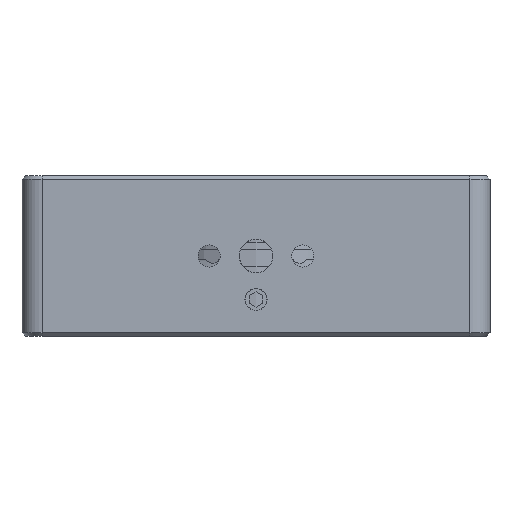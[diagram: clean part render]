
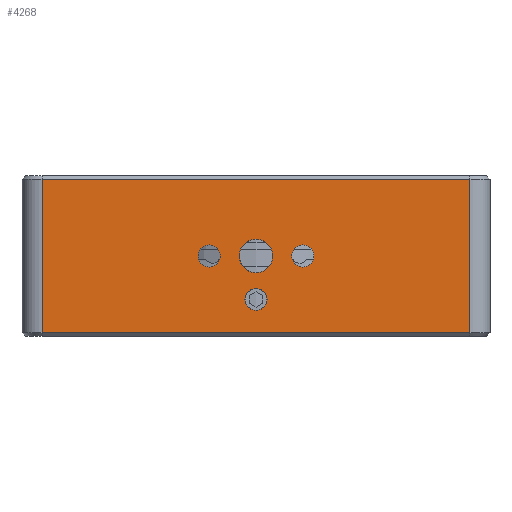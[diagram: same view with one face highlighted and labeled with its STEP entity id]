
A CAD part, front view. The second image highlights one B-rep face of the part: STEP entity #4268.
In plain terms, the highlighted planar face has unit normal (0, -1, 0).
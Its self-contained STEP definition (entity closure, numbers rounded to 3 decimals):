
#9 = AXIS2_PLACEMENT_3D ( 'NONE', #6174, #2386, #9247 ) ;
#18 = VERTEX_POINT ( 'NONE', #369 ) ;
#166 = EDGE_CURVE ( 'NONE', #5591, #1329, #638, .T. ) ;
#302 = CIRCLE ( 'NONE', #7409, 1.65 ) ;
#369 = CARTESIAN_POINT ( 'NONE',  ( -0.641, -34.842, -1.15 ) ) ;
#498 = CARTESIAN_POINT ( 'NONE',  ( 24.359, -34.842, 12.5 ) ) ;
#568 = CARTESIAN_POINT ( 'NONE',  ( -7.641, -34.842, -7.65 ) ) ;
#638 = LINE ( 'NONE', #1327, #6195 ) ;
#644 = ORIENTED_EDGE ( 'NONE', *, *, #934, .F. ) ;
#675 = DIRECTION ( 'NONE',  ( 0., 0., -1. ) ) ;
#806 = VERTEX_POINT ( 'NONE', #2310 ) ;
#934 = EDGE_CURVE ( 'NONE', #2729, #5092, #6765, .T. ) ;
#944 = LINE ( 'NONE', #498, #7949 ) ;
#1036 = CARTESIAN_POINT ( 'NONE',  ( -7.641, -34.842, -2. ) ) ;
#1043 = AXIS2_PLACEMENT_3D ( 'NONE', #8851, #4298, #6470 ) ;
#1095 = DIRECTION ( 'NONE',  ( 0., -1., 0. ) ) ;
#1161 = EDGE_CURVE ( 'NONE', #1329, #8341, #944, .T. ) ;
#1327 = CARTESIAN_POINT ( 'NONE',  ( -42.641, -34.842, -11. ) ) ;
#1329 = VERTEX_POINT ( 'NONE', #3046 ) ;
#1576 = CARTESIAN_POINT ( 'NONE',  ( -7.641, -34.842, -6. ) ) ;
#1591 = DIRECTION ( 'NONE',  ( 0., 0., -1. ) ) ;
#1606 = DIRECTION ( 'NONE',  ( 0., -1., 0. ) ) ;
#1836 = DIRECTION ( 'NONE',  ( 0., -1., 0. ) ) ;
#1943 = CARTESIAN_POINT ( 'NONE',  ( -7.641, -34.842, -6. ) ) ;
#1998 = AXIS2_PLACEMENT_3D ( 'NONE', #7986, #1836, #8728 ) ;
#2198 = CARTESIAN_POINT ( 'NONE',  ( -0.641, -34.842, 0.5 ) ) ;
#2310 = CARTESIAN_POINT ( 'NONE',  ( -7.641, -34.842, -4.35 ) ) ;
#2386 = DIRECTION ( 'NONE',  ( 0., -1., 0. ) ) ;
#2457 = AXIS2_PLACEMENT_3D ( 'NONE', #1943, #1095, #2607 ) ;
#2482 = CARTESIAN_POINT ( 'NONE',  ( -14.641, -34.842, -1.15 ) ) ;
#2607 = DIRECTION ( 'NONE',  ( 0., 0., -1. ) ) ;
#2608 = CARTESIAN_POINT ( 'NONE',  ( -39.641, -34.842, 12. ) ) ;
#2630 = AXIS2_PLACEMENT_3D ( 'NONE', #1576, #8339, #3853 ) ;
#2706 = PLANE ( 'NONE',  #1043 ) ;
#2729 = VERTEX_POINT ( 'NONE', #1036 ) ;
#2886 = DIRECTION ( 'NONE',  ( 1., 0., 0. ) ) ;
#2887 = DIRECTION ( 'NONE',  ( 0., -1., 0. ) ) ;
#2934 = CARTESIAN_POINT ( 'NONE',  ( -0.641, -34.842, 0.5 ) ) ;
#2971 = DIRECTION ( 'NONE',  ( 0., 0., -1. ) ) ;
#3046 = CARTESIAN_POINT ( 'NONE',  ( 24.359, -34.842, -11. ) ) ;
#3111 = EDGE_LOOP ( 'NONE', ( #8434, #7421, #4044, #6682 ) ) ;
#3112 = VECTOR ( 'NONE', #7908, 1000. ) ;
#3336 = EDGE_CURVE ( 'NONE', #8124, #5591, #9721, .T. ) ;
#3462 = EDGE_CURVE ( 'NONE', #18, #7883, #302, .T. ) ;
#3489 = DIRECTION ( 'NONE',  ( 0., 0., 1. ) ) ;
#3853 = DIRECTION ( 'NONE',  ( 0., 0., -1. ) ) ;
#3895 = EDGE_LOOP ( 'NONE', ( #5487, #8764 ) ) ;
#3896 = CARTESIAN_POINT ( 'NONE',  ( -14.641, -34.842, 0.5 ) ) ;
#4044 = ORIENTED_EDGE ( 'NONE', *, *, #1161, .T. ) ;
#4263 = FACE_BOUND ( 'NONE', #9197, .T. ) ;
#4268 = ADVANCED_FACE ( 'NONE', ( #6275, #7584, #4263, #9267, #6037 ), #2706, .F. ) ;
#4298 = DIRECTION ( 'NONE',  ( 0., 1., 0. ) ) ;
#4315 = VERTEX_POINT ( 'NONE', #568 ) ;
#4423 = EDGE_CURVE ( 'NONE', #5661, #6326, #6388, .T. ) ;
#4490 = AXIS2_PLACEMENT_3D ( 'NONE', #3896, #2887, #1591 ) ;
#4509 = CIRCLE ( 'NONE', #2630, 1.65 ) ;
#4537 = CIRCLE ( 'NONE', #9, 1.65 ) ;
#5092 = VERTEX_POINT ( 'NONE', #7765 ) ;
#5174 = EDGE_CURVE ( 'NONE', #5092, #2729, #9502, .T. ) ;
#5230 = DIRECTION ( 'NONE',  ( 0., 0., -1. ) ) ;
#5252 = DIRECTION ( 'NONE',  ( 0., -1., 0. ) ) ;
#5280 = CIRCLE ( 'NONE', #6038, 1.65 ) ;
#5398 = CARTESIAN_POINT ( 'NONE',  ( -39.641, -34.842, -11. ) ) ;
#5412 = CARTESIAN_POINT ( 'NONE',  ( 24.359, -34.842, 12. ) ) ;
#5487 = ORIENTED_EDGE ( 'NONE', *, *, #3462, .F. ) ;
#5522 = EDGE_LOOP ( 'NONE', ( #7125, #7238 ) ) ;
#5591 = VERTEX_POINT ( 'NONE', #5398 ) ;
#5648 = ORIENTED_EDGE ( 'NONE', *, *, #4423, .F. ) ;
#5661 = VERTEX_POINT ( 'NONE', #2482 ) ;
#5680 = CARTESIAN_POINT ( 'NONE',  ( -0.641, -34.842, 2.15 ) ) ;
#5717 = LINE ( 'NONE', #2608, #3112 ) ;
#6011 = CARTESIAN_POINT ( 'NONE',  ( -39.641, -34.842, 12. ) ) ;
#6037 = FACE_OUTER_BOUND ( 'NONE', #3111, .T. ) ;
#6038 = AXIS2_PLACEMENT_3D ( 'NONE', #2934, #8273, #5230 ) ;
#6158 = CARTESIAN_POINT ( 'NONE',  ( -7.641, -34.842, 0.5 ) ) ;
#6174 = CARTESIAN_POINT ( 'NONE',  ( -14.641, -34.842, 0.5 ) ) ;
#6195 = VECTOR ( 'NONE', #2886, 1000. ) ;
#6275 = FACE_BOUND ( 'NONE', #7682, .T. ) ;
#6326 = VERTEX_POINT ( 'NONE', #9509 ) ;
#6388 = CIRCLE ( 'NONE', #4490, 1.65 ) ;
#6470 = DIRECTION ( 'NONE',  ( 0., 0., 1. ) ) ;
#6682 = ORIENTED_EDGE ( 'NONE', *, *, #7342, .T. ) ;
#6765 = CIRCLE ( 'NONE', #9637, 2.5 ) ;
#6903 = EDGE_CURVE ( 'NONE', #806, #4315, #4509, .T. ) ;
#7037 = CARTESIAN_POINT ( 'NONE',  ( -39.641, -34.842, 12.5 ) ) ;
#7125 = ORIENTED_EDGE ( 'NONE', *, *, #9724, .F. ) ;
#7238 = ORIENTED_EDGE ( 'NONE', *, *, #6903, .F. ) ;
#7342 = EDGE_CURVE ( 'NONE', #8341, #8124, #5717, .T. ) ;
#7409 = AXIS2_PLACEMENT_3D ( 'NONE', #2198, #5252, #675 ) ;
#7421 = ORIENTED_EDGE ( 'NONE', *, *, #166, .T. ) ;
#7584 = FACE_BOUND ( 'NONE', #3895, .T. ) ;
#7682 = EDGE_LOOP ( 'NONE', ( #5648, #7759 ) ) ;
#7759 = ORIENTED_EDGE ( 'NONE', *, *, #8316, .F. ) ;
#7765 = CARTESIAN_POINT ( 'NONE',  ( -7.641, -34.842, 3. ) ) ;
#7883 = VERTEX_POINT ( 'NONE', #5680 ) ;
#7908 = DIRECTION ( 'NONE',  ( -1., 0., 0. ) ) ;
#7949 = VECTOR ( 'NONE', #3489, 1000. ) ;
#7986 = CARTESIAN_POINT ( 'NONE',  ( -7.641, -34.842, 0.5 ) ) ;
#8124 = VERTEX_POINT ( 'NONE', #6011 ) ;
#8273 = DIRECTION ( 'NONE',  ( 0., -1., 0. ) ) ;
#8316 = EDGE_CURVE ( 'NONE', #6326, #5661, #4537, .T. ) ;
#8339 = DIRECTION ( 'NONE',  ( 0., -1., 0. ) ) ;
#8341 = VERTEX_POINT ( 'NONE', #5412 ) ;
#8434 = ORIENTED_EDGE ( 'NONE', *, *, #3336, .T. ) ;
#8728 = DIRECTION ( 'NONE',  ( 0., 0., -1. ) ) ;
#8764 = ORIENTED_EDGE ( 'NONE', *, *, #8952, .F. ) ;
#8851 = CARTESIAN_POINT ( 'NONE',  ( -42.641, -34.842, 12.5 ) ) ;
#8952 = EDGE_CURVE ( 'NONE', #7883, #18, #5280, .T. ) ;
#8989 = VECTOR ( 'NONE', #9382, 1000. ) ;
#9197 = EDGE_LOOP ( 'NONE', ( #644, #9323 ) ) ;
#9247 = DIRECTION ( 'NONE',  ( 0., 0., -1. ) ) ;
#9267 = FACE_BOUND ( 'NONE', #5522, .T. ) ;
#9323 = ORIENTED_EDGE ( 'NONE', *, *, #5174, .F. ) ;
#9382 = DIRECTION ( 'NONE',  ( 0., 0., -1. ) ) ;
#9502 = CIRCLE ( 'NONE', #1998, 2.5 ) ;
#9509 = CARTESIAN_POINT ( 'NONE',  ( -14.641, -34.842, 2.15 ) ) ;
#9637 = AXIS2_PLACEMENT_3D ( 'NONE', #6158, #1606, #2971 ) ;
#9691 = CIRCLE ( 'NONE', #2457, 1.65 ) ;
#9721 = LINE ( 'NONE', #7037, #8989 ) ;
#9724 = EDGE_CURVE ( 'NONE', #4315, #806, #9691, .T. ) ;
